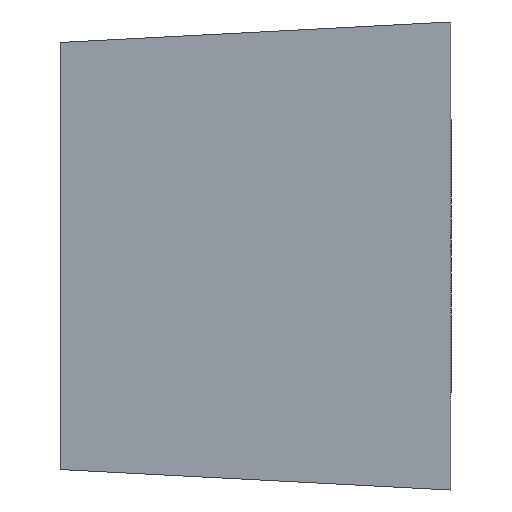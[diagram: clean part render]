
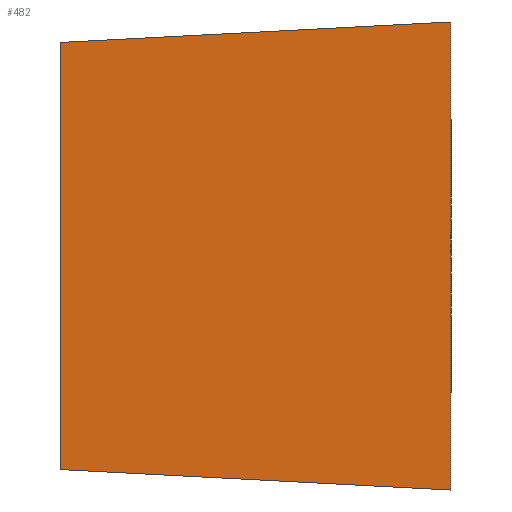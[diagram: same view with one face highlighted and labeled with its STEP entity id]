
A CAD part, left-side view. The second image highlights one B-rep face of the part: STEP entity #482.
In plain terms, the highlighted planar face has unit normal (-0.999, 0.052, 0).
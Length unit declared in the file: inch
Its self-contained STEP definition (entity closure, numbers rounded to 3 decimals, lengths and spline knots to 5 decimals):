
#21 = ORIENTED_EDGE ( 'NONE', *, *, #374, .T. ) ;
#23 = LINE ( 'NONE', #420, #493 ) ;
#106 = EDGE_CURVE ( 'NONE', #681, #222, #167, .T. ) ;
#107 = DIRECTION ( 'NONE',  ( -0.052, -0.997, 0.052 ) ) ;
#114 = DIRECTION ( 'NONE',  ( 0., 0., 1. ) ) ;
#117 = VECTOR ( 'NONE', #704, 39.37008 ) ;
#132 = ORIENTED_EDGE ( 'NONE', *, *, #106, .T. ) ;
#147 = DIRECTION ( 'NONE',  ( -0.052, -0.997, -0.052 ) ) ;
#157 = CARTESIAN_POINT ( 'NONE',  ( -0.12, 0., 0.12 ) ) ;
#162 = CARTESIAN_POINT ( 'NONE',  ( -0.10952, 0.2, -0.10952 ) ) ;
#167 = LINE ( 'NONE', #648, #296 ) ;
#168 = VERTEX_POINT ( 'NONE', #162 ) ;
#187 = AXIS2_PLACEMENT_3D ( 'NONE', #294, #515, #375 ) ;
#188 = CARTESIAN_POINT ( 'NONE',  ( -0.12, 0., 0.12 ) ) ;
#222 = VERTEX_POINT ( 'NONE', #188 ) ;
#294 = CARTESIAN_POINT ( 'NONE',  ( -0.12, 0., -0.12 ) ) ;
#296 = VECTOR ( 'NONE', #114, 39.37008 ) ;
#374 = EDGE_CURVE ( 'NONE', #168, #681, #23, .T. ) ;
#375 = DIRECTION ( 'NONE',  ( -0.052, -0.999, 0. ) ) ;
#420 = CARTESIAN_POINT ( 'NONE',  ( -0.12, 0., -0.12 ) ) ;
#434 = LINE ( 'NONE', #587, #117 ) ;
#482 = ADVANCED_FACE ( 'NONE', ( #637 ), #529, .T. ) ;
#484 = ORIENTED_EDGE ( 'NONE', *, *, #599, .F. ) ;
#492 = CARTESIAN_POINT ( 'NONE',  ( -0.10952, 0.2, 0.10952 ) ) ;
#493 = VECTOR ( 'NONE', #147, 39.37008 ) ;
#515 = DIRECTION ( 'NONE',  ( -0.999, 0.052, 0. ) ) ;
#524 = EDGE_LOOP ( 'NONE', ( #132, #484, #564, #21 ) ) ;
#529 = PLANE ( 'NONE',  #187 ) ;
#544 = LINE ( 'NONE', #157, #607 ) ;
#557 = CARTESIAN_POINT ( 'NONE',  ( -0.12, 0., -0.12 ) ) ;
#559 = VERTEX_POINT ( 'NONE', #492 ) ;
#564 = ORIENTED_EDGE ( 'NONE', *, *, #572, .F. ) ;
#572 = EDGE_CURVE ( 'NONE', #168, #559, #434, .T. ) ;
#587 = CARTESIAN_POINT ( 'NONE',  ( -0.10952, 0.2, -0.12 ) ) ;
#599 = EDGE_CURVE ( 'NONE', #559, #222, #544, .T. ) ;
#607 = VECTOR ( 'NONE', #107, 39.37008 ) ;
#637 = FACE_OUTER_BOUND ( 'NONE', #524, .T. ) ;
#648 = CARTESIAN_POINT ( 'NONE',  ( -0.12, 0., -0.12 ) ) ;
#681 = VERTEX_POINT ( 'NONE', #557 ) ;
#704 = DIRECTION ( 'NONE',  ( 0., 0., 1. ) ) ;
